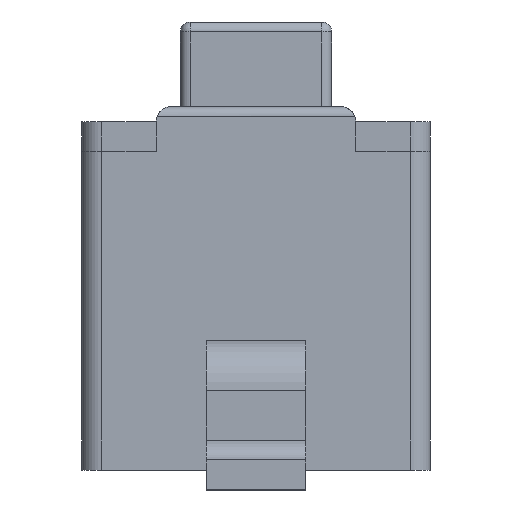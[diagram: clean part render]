
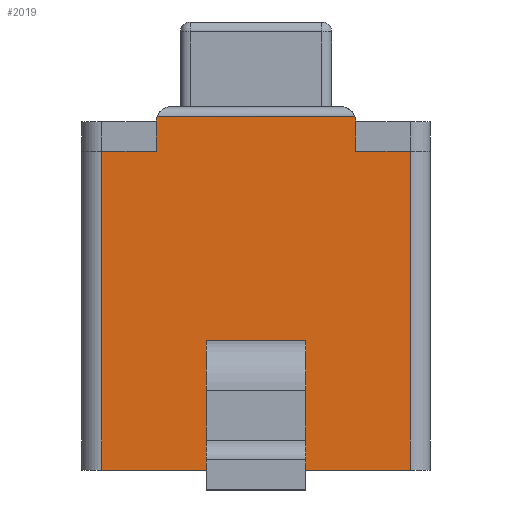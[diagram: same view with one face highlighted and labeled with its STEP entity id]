
A CAD part, left-side view. The second image highlights one B-rep face of the part: STEP entity #2019.
In plain terms, the highlighted planar face has unit normal (-1, 0, 0).
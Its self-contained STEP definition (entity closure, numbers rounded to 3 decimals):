
#75=PLANE('',#2197);
#151=FACE_OUTER_BOUND('',#269,.T.);
#269=EDGE_LOOP('',(#1539,#1540,#1541,#1542,#1543,#1544,#1545,#1546,#1547,
#1548));
#427=LINE('',#3167,#633);
#431=LINE('',#3179,#637);
#437=LINE('',#3199,#643);
#438=LINE('',#3202,#644);
#439=LINE('',#3203,#645);
#440=LINE('',#3205,#646);
#441=LINE('',#3209,#647);
#442=LINE('',#3212,#648);
#633=VECTOR('',#2529,10.);
#637=VECTOR('',#2537,10.);
#643=VECTOR('',#2555,10.);
#644=VECTOR('',#2558,10.);
#645=VECTOR('',#2559,10.);
#646=VECTOR('',#2560,10.);
#647=VECTOR('',#2563,10.);
#648=VECTOR('',#2566,10.);
#795=CIRCLE('',#2198,0.15);
#796=CIRCLE('',#2199,0.15);
#920=VERTEX_POINT('',#3164);
#921=VERTEX_POINT('',#3166);
#926=VERTEX_POINT('',#3176);
#927=VERTEX_POINT('',#3178);
#935=VERTEX_POINT('',#3197);
#936=VERTEX_POINT('',#3201);
#937=VERTEX_POINT('',#3204);
#938=VERTEX_POINT('',#3206);
#939=VERTEX_POINT('',#3208);
#940=VERTEX_POINT('',#3210);
#1140=EDGE_CURVE('',#920,#921,#427,.T.);
#1146=EDGE_CURVE('',#926,#927,#431,.T.);
#1157=EDGE_CURVE('',#935,#920,#437,.T.);
#1158=EDGE_CURVE('',#936,#935,#438,.T.);
#1159=EDGE_CURVE('',#927,#936,#439,.T.);
#1160=EDGE_CURVE('',#937,#926,#440,.T.);
#1161=EDGE_CURVE('',#938,#937,#795,.T.);
#1162=EDGE_CURVE('',#939,#938,#441,.T.);
#1163=EDGE_CURVE('',#940,#939,#796,.T.);
#1164=EDGE_CURVE('',#921,#940,#442,.T.);
#1539=ORIENTED_EDGE('',*,*,#1157,.F.);
#1540=ORIENTED_EDGE('',*,*,#1158,.F.);
#1541=ORIENTED_EDGE('',*,*,#1159,.F.);
#1542=ORIENTED_EDGE('',*,*,#1146,.F.);
#1543=ORIENTED_EDGE('',*,*,#1160,.F.);
#1544=ORIENTED_EDGE('',*,*,#1161,.F.);
#1545=ORIENTED_EDGE('',*,*,#1162,.F.);
#1546=ORIENTED_EDGE('',*,*,#1163,.F.);
#1547=ORIENTED_EDGE('',*,*,#1164,.F.);
#1548=ORIENTED_EDGE('',*,*,#1140,.F.);
#2019=ADVANCED_FACE('',(#151),#75,.T.);
#2197=AXIS2_PLACEMENT_3D('',#3200,#2556,#2557);
#2198=AXIS2_PLACEMENT_3D('',#3207,#2561,#2562);
#2199=AXIS2_PLACEMENT_3D('',#3211,#2564,#2565);
#2529=DIRECTION('',(0.,-1.,0.));
#2537=DIRECTION('',(0.,-1.,0.));
#2555=DIRECTION('',(0.,0.,1.));
#2556=DIRECTION('center_axis',(-1.,0.,0.));
#2557=DIRECTION('ref_axis',(0.,-1.,0.));
#2558=DIRECTION('',(0.,1.,0.));
#2559=DIRECTION('',(0.,0.,-1.));
#2560=DIRECTION('',(0.,0.,-1.));
#2561=DIRECTION('center_axis',(1.,0.,0.));
#2562=DIRECTION('ref_axis',(0.,-0.707,0.707));
#2563=DIRECTION('',(0.,-1.,0.));
#2564=DIRECTION('center_axis',(1.,0.,0.));
#2565=DIRECTION('ref_axis',(0.,0.707,0.707));
#2566=DIRECTION('',(0.,0.,1.));
#3164=CARTESIAN_POINT('',(-3.,1.55,3.4));
#3166=CARTESIAN_POINT('',(-3.,1.,3.4));
#3167=CARTESIAN_POINT('',(-3.,-1.75,3.4));
#3176=CARTESIAN_POINT('',(-3.,-1.,3.4));
#3178=CARTESIAN_POINT('',(-3.,-1.55,3.4));
#3179=CARTESIAN_POINT('',(-3.,-1.75,3.4));
#3197=CARTESIAN_POINT('',(-3.,1.55,0.2));
#3199=CARTESIAN_POINT('',(-3.,1.55,0.2));
#3200=CARTESIAN_POINT('Origin',(-3.,1.75,0.2));
#3201=CARTESIAN_POINT('',(-3.,-1.55,0.2));
#3202=CARTESIAN_POINT('',(-3.,-1.75,0.2));
#3203=CARTESIAN_POINT('',(-3.,-1.55,0.2));
#3204=CARTESIAN_POINT('',(-3.,-1.,3.7));
#3205=CARTESIAN_POINT('',(-3.,-1.,3.7));
#3206=CARTESIAN_POINT('',(-3.,-0.991,3.75));
#3207=CARTESIAN_POINT('Origin',(-3.,-0.85,3.7));
#3208=CARTESIAN_POINT('',(-3.,0.991,3.75));
#3209=CARTESIAN_POINT('',(-3.,0.875,3.75));
#3210=CARTESIAN_POINT('',(-3.,1.,3.7));
#3211=CARTESIAN_POINT('Origin',(-3.,0.85,3.7));
#3212=CARTESIAN_POINT('',(-3.,1.,3.7));
